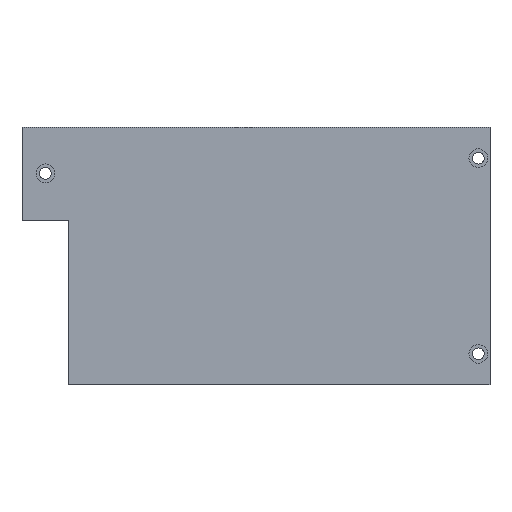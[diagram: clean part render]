
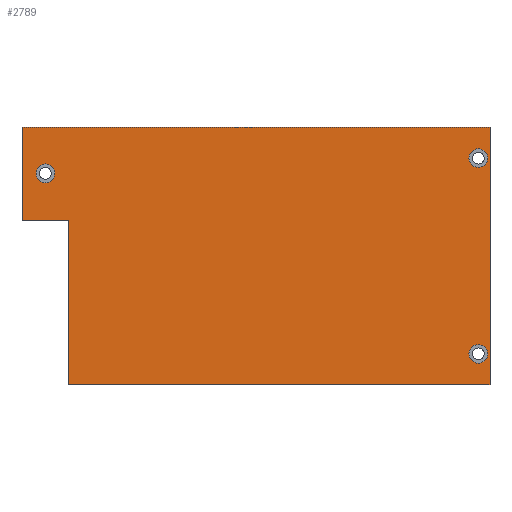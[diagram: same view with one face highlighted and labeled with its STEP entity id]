
A CAD part, front view. The second image highlights one B-rep face of the part: STEP entity #2789.
In plain terms, the highlighted planar face has unit normal (0, -1, 0).
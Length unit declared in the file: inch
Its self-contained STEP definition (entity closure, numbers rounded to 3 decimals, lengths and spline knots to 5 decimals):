
#106 = CARTESIAN_POINT ( 'NONE',  ( -2.625, 0., 1.375 ) ) ;
#122 = CARTESIAN_POINT ( 'NONE',  ( 2.375, 0., 1.375 ) ) ;
#132 = AXIS2_PLACEMENT_3D ( 'NONE', #1385, #1580, #256 ) ;
#135 = VECTOR ( 'NONE', #2636, 39.37008 ) ;
#156 = EDGE_CURVE ( 'NONE', #620, #2886, #1430, .T. ) ;
#168 = ORIENTED_EDGE ( 'NONE', *, *, #2225, .F. ) ;
#185 = VECTOR ( 'NONE', #569, 39.37008 ) ;
#207 = VERTEX_POINT ( 'NONE', #1387 ) ;
#234 = AXIS2_PLACEMENT_3D ( 'NONE', #283, #515, #904 ) ;
#256 = DIRECTION ( 'NONE',  ( 0., 0., -1. ) ) ;
#283 = CARTESIAN_POINT ( 'NONE',  ( -2.375, 0., 0.88312 ) ) ;
#353 = CARTESIAN_POINT ( 'NONE',  ( 2.25, 0., 1.045 ) ) ;
#373 = FACE_BOUND ( 'NONE', #1670, .T. ) ;
#387 = DIRECTION ( 'NONE',  ( 0., -1., 0. ) ) ;
#414 = DIRECTION ( 'NONE',  ( 0., -1., 0. ) ) ;
#415 = VECTOR ( 'NONE', #2168, 39.37008 ) ;
#433 = CARTESIAN_POINT ( 'NONE',  ( 2.25, 0., -0.945 ) ) ;
#446 = EDGE_CURVE ( 'NONE', #2886, #620, #2092, .T. ) ;
#466 = EDGE_CURVE ( 'NONE', #2750, #1232, #1937, .T. ) ;
#472 = CARTESIAN_POINT ( 'NONE',  ( 2.25, 0., -1.145 ) ) ;
#501 = CIRCLE ( 'NONE', #1899, 0.1 ) ;
#515 = DIRECTION ( 'NONE',  ( 0., -1., 0. ) ) ;
#555 = CIRCLE ( 'NONE', #1395, 0.1 ) ;
#569 = DIRECTION ( 'NONE',  ( 0., 0., -1. ) ) ;
#595 = DIRECTION ( 'NONE',  ( -1., 0., 0. ) ) ;
#620 = VERTEX_POINT ( 'NONE', #472 ) ;
#667 = EDGE_LOOP ( 'NONE', ( #1549, #1947 ) ) ;
#702 = CARTESIAN_POINT ( 'NONE',  ( -2.125, 0., -1.375 ) ) ;
#754 = VERTEX_POINT ( 'NONE', #886 ) ;
#772 = VERTEX_POINT ( 'NONE', #2443 ) ;
#788 = PLANE ( 'NONE',  #2291 ) ;
#801 = LINE ( 'NONE', #122, #2246 ) ;
#824 = CARTESIAN_POINT ( 'NONE',  ( -2.125, 0., 0.375 ) ) ;
#847 = CARTESIAN_POINT ( 'NONE',  ( 2.25, 0., -1.045 ) ) ;
#857 = DIRECTION ( 'NONE',  ( 0., 0., -1. ) ) ;
#886 = CARTESIAN_POINT ( 'NONE',  ( 2.375, 0., -1.375 ) ) ;
#904 = DIRECTION ( 'NONE',  ( 0., 0., -1. ) ) ;
#952 = ORIENTED_EDGE ( 'NONE', *, *, #2498, .F. ) ;
#954 = CARTESIAN_POINT ( 'NONE',  ( 2.25, 0., 1.145 ) ) ;
#972 = ORIENTED_EDGE ( 'NONE', *, *, #1041, .F. ) ;
#1007 = FACE_OUTER_BOUND ( 'NONE', #1885, .T. ) ;
#1016 = VECTOR ( 'NONE', #1290, 39.37008 ) ;
#1041 = EDGE_CURVE ( 'NONE', #207, #1681, #2584, .T. ) ;
#1071 = FACE_BOUND ( 'NONE', #667, .T. ) ;
#1078 = CARTESIAN_POINT ( 'NONE',  ( 2.25, 0., -1.045 ) ) ;
#1095 = CARTESIAN_POINT ( 'NONE',  ( -2.625, 0., 0.375 ) ) ;
#1174 = EDGE_CURVE ( 'NONE', #754, #2265, #2454, .T. ) ;
#1203 = AXIS2_PLACEMENT_3D ( 'NONE', #1078, #2652, #857 ) ;
#1219 = CARTESIAN_POINT ( 'NONE',  ( -2.125, 0., 1.375 ) ) ;
#1231 = DIRECTION ( 'NONE',  ( 0., -1., 0. ) ) ;
#1232 = VERTEX_POINT ( 'NONE', #1095 ) ;
#1263 = CARTESIAN_POINT ( 'NONE',  ( -2.125, 0., 0.375 ) ) ;
#1277 = DIRECTION ( 'NONE',  ( 0., 0., -1. ) ) ;
#1290 = DIRECTION ( 'NONE',  ( -1., 0., 0. ) ) ;
#1304 = DIRECTION ( 'NONE',  ( 0., -1., 0. ) ) ;
#1341 = AXIS2_PLACEMENT_3D ( 'NONE', #847, #414, #1974 ) ;
#1385 = CARTESIAN_POINT ( 'NONE',  ( 2.25, 0., 1.045 ) ) ;
#1387 = CARTESIAN_POINT ( 'NONE',  ( -2.625, 0., 1.375 ) ) ;
#1395 = AXIS2_PLACEMENT_3D ( 'NONE', #353, #387, #1277 ) ;
#1430 = CIRCLE ( 'NONE', #1341, 0.1 ) ;
#1454 = FACE_BOUND ( 'NONE', #2639, .T. ) ;
#1457 = EDGE_CURVE ( 'NONE', #207, #1232, #2548, .T. ) ;
#1514 = VERTEX_POINT ( 'NONE', #2359 ) ;
#1534 = CIRCLE ( 'NONE', #234, 0.1 ) ;
#1549 = ORIENTED_EDGE ( 'NONE', *, *, #2832, .F. ) ;
#1580 = DIRECTION ( 'NONE',  ( 0., -1., 0. ) ) ;
#1581 = CIRCLE ( 'NONE', #132, 0.1 ) ;
#1670 = EDGE_LOOP ( 'NONE', ( #2116, #168 ) ) ;
#1679 = EDGE_CURVE ( 'NONE', #1514, #772, #501, .T. ) ;
#1681 = VERTEX_POINT ( 'NONE', #2641 ) ;
#1683 = DIRECTION ( 'NONE',  ( 0., 0., -1. ) ) ;
#1738 = DIRECTION ( 'NONE',  ( 0., 0., -1. ) ) ;
#1742 = CARTESIAN_POINT ( 'NONE',  ( -2.125, 0., -1.375 ) ) ;
#1757 = ORIENTED_EDGE ( 'NONE', *, *, #466, .F. ) ;
#1876 = ORIENTED_EDGE ( 'NONE', *, *, #1457, .T. ) ;
#1885 = EDGE_LOOP ( 'NONE', ( #2150, #2071, #972, #1876, #1757, #952 ) ) ;
#1899 = AXIS2_PLACEMENT_3D ( 'NONE', #2864, #1304, #1738 ) ;
#1911 = VERTEX_POINT ( 'NONE', #1939 ) ;
#1937 = LINE ( 'NONE', #824, #2561 ) ;
#1939 = CARTESIAN_POINT ( 'NONE',  ( 2.25, 0., 0.945 ) ) ;
#1947 = ORIENTED_EDGE ( 'NONE', *, *, #2208, .F. ) ;
#1974 = DIRECTION ( 'NONE',  ( 0., 0., -1. ) ) ;
#1981 = LINE ( 'NONE', #1998, #135 ) ;
#1998 = CARTESIAN_POINT ( 'NONE',  ( -2.125, 0., 1.375 ) ) ;
#2071 = ORIENTED_EDGE ( 'NONE', *, *, #2728, .F. ) ;
#2092 = CIRCLE ( 'NONE', #1203, 0.1 ) ;
#2116 = ORIENTED_EDGE ( 'NONE', *, *, #1679, .F. ) ;
#2150 = ORIENTED_EDGE ( 'NONE', *, *, #1174, .F. ) ;
#2168 = DIRECTION ( 'NONE',  ( 1., 0., 0. ) ) ;
#2208 = EDGE_CURVE ( 'NONE', #2649, #1911, #1581, .T. ) ;
#2225 = EDGE_CURVE ( 'NONE', #772, #1514, #1534, .T. ) ;
#2246 = VECTOR ( 'NONE', #2570, 39.37008 ) ;
#2265 = VERTEX_POINT ( 'NONE', #702 ) ;
#2291 = AXIS2_PLACEMENT_3D ( 'NONE', #2352, #1231, #1683 ) ;
#2352 = CARTESIAN_POINT ( 'NONE',  ( 0., 0., 0. ) ) ;
#2359 = CARTESIAN_POINT ( 'NONE',  ( -2.375, 0., 0.78312 ) ) ;
#2405 = ORIENTED_EDGE ( 'NONE', *, *, #446, .F. ) ;
#2443 = CARTESIAN_POINT ( 'NONE',  ( -2.375, 0., 0.98312 ) ) ;
#2454 = LINE ( 'NONE', #1742, #1016 ) ;
#2498 = EDGE_CURVE ( 'NONE', #2265, #2750, #1981, .T. ) ;
#2548 = LINE ( 'NONE', #106, #185 ) ;
#2561 = VECTOR ( 'NONE', #595, 39.37008 ) ;
#2570 = DIRECTION ( 'NONE',  ( 0., 0., -1. ) ) ;
#2584 = LINE ( 'NONE', #1219, #415 ) ;
#2591 = ORIENTED_EDGE ( 'NONE', *, *, #156, .F. ) ;
#2636 = DIRECTION ( 'NONE',  ( 0., 0., 1. ) ) ;
#2639 = EDGE_LOOP ( 'NONE', ( #2591, #2405 ) ) ;
#2641 = CARTESIAN_POINT ( 'NONE',  ( 2.375, 0., 1.375 ) ) ;
#2649 = VERTEX_POINT ( 'NONE', #954 ) ;
#2652 = DIRECTION ( 'NONE',  ( 0., -1., 0. ) ) ;
#2728 = EDGE_CURVE ( 'NONE', #1681, #754, #801, .T. ) ;
#2750 = VERTEX_POINT ( 'NONE', #1263 ) ;
#2789 = ADVANCED_FACE ( 'NONE', ( #373, #1071, #1454, #1007 ), #788, .T. ) ;
#2832 = EDGE_CURVE ( 'NONE', #1911, #2649, #555, .T. ) ;
#2864 = CARTESIAN_POINT ( 'NONE',  ( -2.375, 0., 0.88312 ) ) ;
#2886 = VERTEX_POINT ( 'NONE', #433 ) ;
